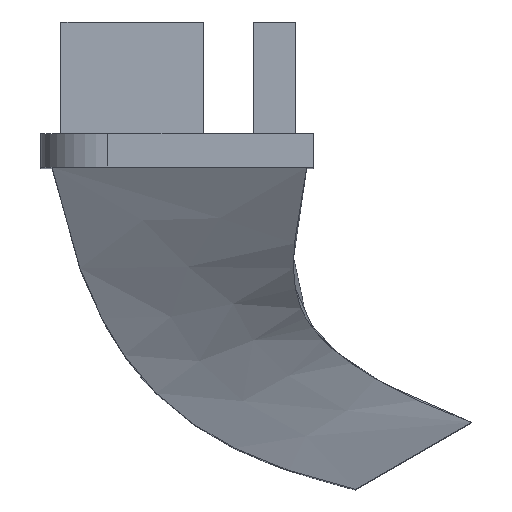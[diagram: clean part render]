
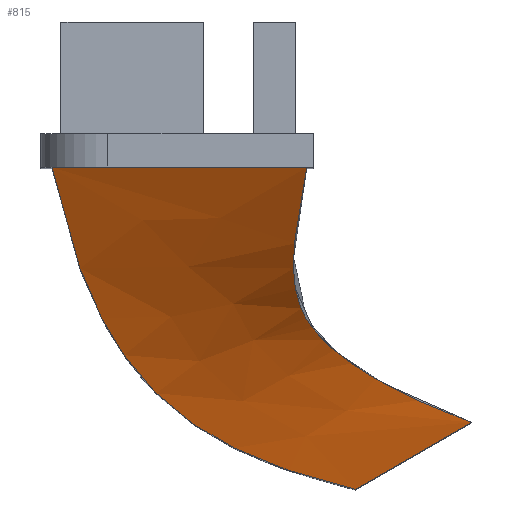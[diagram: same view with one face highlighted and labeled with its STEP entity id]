
A CAD part, top view. The second image highlights one B-rep face of the part: STEP entity #815.
In plain terms, the highlighted free-form (B-spline) face has degree [3, 3] with [4, 10] control points.
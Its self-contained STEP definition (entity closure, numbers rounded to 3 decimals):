
#34=B_SPLINE_CURVE_WITH_KNOTS('',3,(#1481,#1482,#1483,#1484),
 .UNSPECIFIED.,.F.,.F.,(4,4),(-1.,0.),.UNSPECIFIED.);
#35=B_SPLINE_CURVE_WITH_KNOTS('',3,(#1485,#1486,#1487,#1488,#1489,#1490,
#1491,#1492,#1493,#1494),.UNSPECIFIED.,.F.,.F.,(4,1,1,1,1,1,1,4),(0.,0.143,
0.286,0.429,0.571,0.714,
0.857,1.),.UNSPECIFIED.);
#36=B_SPLINE_CURVE_WITH_KNOTS('',3,(#1495,#1496,#1497,#1498,#1499,#1500,
#1501,#1502,#1503),.UNSPECIFIED.,.F.,.F.,(4,1,1,1,1,1,4),(0.,0.286,
0.429,0.571,0.714,0.857,
1.),.UNSPECIFIED.);
#46=B_SPLINE_SURFACE_WITH_KNOTS('',3,3,((#1439,#1440,#1441,#1442,#1443,
#1444,#1445,#1446,#1447,#1448),(#1449,#1450,#1451,#1452,#1453,#1454,#1455,
#1456,#1457,#1458),(#1459,#1460,#1461,#1462,#1463,#1464,#1465,#1466,#1467,
#1468),(#1469,#1470,#1471,#1472,#1473,#1474,#1475,#1476,#1477,#1478)),
 .UNSPECIFIED.,.F.,.F.,.F.,(4,4),(4,1,1,1,1,1,1,4),(0.,1.),(0.,0.143,
0.286,0.429,0.571,0.714,
0.857,1.),.UNSPECIFIED.);
#112=FACE_OUTER_BOUND('',#159,.T.);
#159=EDGE_LOOP('',(#687,#688,#689,#690));
#242=LINE('',#1433,#325);
#325=VECTOR('',#1034,10.);
#416=VERTEX_POINT('',#1431);
#417=VERTEX_POINT('',#1432);
#420=VERTEX_POINT('',#1479);
#421=VERTEX_POINT('',#1480);
#516=EDGE_CURVE('',#416,#417,#242,.T.);
#520=EDGE_CURVE('',#420,#421,#34,.T.);
#521=EDGE_CURVE('',#420,#417,#35,.T.);
#522=EDGE_CURVE('',#421,#416,#36,.T.);
#687=ORIENTED_EDGE('',*,*,#520,.F.);
#688=ORIENTED_EDGE('',*,*,#521,.T.);
#689=ORIENTED_EDGE('',*,*,#516,.F.);
#690=ORIENTED_EDGE('',*,*,#522,.F.);
#815=ADVANCED_FACE('',(#112),#46,.T.);
#1034=DIRECTION('',(-0.866,-0.5,0.));
#1431=CARTESIAN_POINT('',(-10.737,-51.4,29.));
#1432=CARTESIAN_POINT('',(-15.933,-54.4,29.));
#1433=CARTESIAN_POINT('',(-10.737,-51.4,29.));
#1439=CARTESIAN_POINT('Ctrl Pts',(-18.1,-40.,38.45));
#1440=CARTESIAN_POINT('Ctrl Pts',(-18.267,-40.766,38.));
#1441=CARTESIAN_POINT('Ctrl Pts',(-18.538,-42.224,37.1));
#1442=CARTESIAN_POINT('Ctrl Pts',(-18.732,-44.085,35.75));
#1443=CARTESIAN_POINT('Ctrl Pts',(-18.651,-45.565,34.4));
#1444=CARTESIAN_POINT('Ctrl Pts',(-18.199,-46.801,33.05));
#1445=CARTESIAN_POINT('Ctrl Pts',(-17.059,-48.148,31.7));
#1446=CARTESIAN_POINT('Ctrl Pts',(-14.747,-49.724,30.35));
#1447=CARTESIAN_POINT('Ctrl Pts',(-12.24,-50.841,29.45));
#1448=CARTESIAN_POINT('Ctrl Pts',(-10.737,-51.4,29.));
#1449=CARTESIAN_POINT('Ctrl Pts',(-21.9,-40.,38.45));
#1450=CARTESIAN_POINT('Ctrl Pts',(-21.956,-40.795,38.));
#1451=CARTESIAN_POINT('Ctrl Pts',(-22.007,-42.311,37.1));
#1452=CARTESIAN_POINT('Ctrl Pts',(-21.878,-44.341,35.75));
#1453=CARTESIAN_POINT('Ctrl Pts',(-21.46,-46.132,34.4));
#1454=CARTESIAN_POINT('Ctrl Pts',(-20.614,-47.747,33.05));
#1455=CARTESIAN_POINT('Ctrl Pts',(-19.085,-49.319,31.7));
#1456=CARTESIAN_POINT('Ctrl Pts',(-16.533,-50.89,30.35));
#1457=CARTESIAN_POINT('Ctrl Pts',(-13.977,-51.906,29.45));
#1458=CARTESIAN_POINT('Ctrl Pts',(-12.469,-52.4,29.));
#1459=CARTESIAN_POINT('Ctrl Pts',(-25.7,-40.,38.45));
#1460=CARTESIAN_POINT('Ctrl Pts',(-25.644,-40.824,38.));
#1461=CARTESIAN_POINT('Ctrl Pts',(-25.476,-42.398,37.1));
#1462=CARTESIAN_POINT('Ctrl Pts',(-25.024,-44.598,35.75));
#1463=CARTESIAN_POINT('Ctrl Pts',(-24.269,-46.699,34.4));
#1464=CARTESIAN_POINT('Ctrl Pts',(-23.029,-48.694,33.05));
#1465=CARTESIAN_POINT('Ctrl Pts',(-21.11,-50.491,31.7));
#1466=CARTESIAN_POINT('Ctrl Pts',(-18.32,-52.056,30.35));
#1467=CARTESIAN_POINT('Ctrl Pts',(-15.715,-52.97,29.45));
#1468=CARTESIAN_POINT('Ctrl Pts',(-14.201,-53.4,29.));
#1469=CARTESIAN_POINT('Ctrl Pts',(-29.5,-40.,38.45));
#1470=CARTESIAN_POINT('Ctrl Pts',(-29.333,-40.852,38.));
#1471=CARTESIAN_POINT('Ctrl Pts',(-28.945,-42.484,37.1));
#1472=CARTESIAN_POINT('Ctrl Pts',(-28.17,-44.855,35.75));
#1473=CARTESIAN_POINT('Ctrl Pts',(-27.079,-47.266,34.4));
#1474=CARTESIAN_POINT('Ctrl Pts',(-25.444,-49.641,33.05));
#1475=CARTESIAN_POINT('Ctrl Pts',(-23.135,-51.662,31.7));
#1476=CARTESIAN_POINT('Ctrl Pts',(-20.106,-53.221,30.35));
#1477=CARTESIAN_POINT('Ctrl Pts',(-17.453,-54.035,29.45));
#1478=CARTESIAN_POINT('Ctrl Pts',(-15.933,-54.4,29.));
#1479=CARTESIAN_POINT('',(-29.5,-40.,38.45));
#1480=CARTESIAN_POINT('',(-18.1,-40.,38.45));
#1481=CARTESIAN_POINT('Ctrl Pts',(-29.5,-40.,38.45));
#1482=CARTESIAN_POINT('Ctrl Pts',(-25.7,-40.,38.45));
#1483=CARTESIAN_POINT('Ctrl Pts',(-21.9,-40.,38.45));
#1484=CARTESIAN_POINT('Ctrl Pts',(-18.1,-40.,38.45));
#1485=CARTESIAN_POINT('Ctrl Pts',(-29.5,-40.,38.45));
#1486=CARTESIAN_POINT('Ctrl Pts',(-29.333,-40.852,38.));
#1487=CARTESIAN_POINT('Ctrl Pts',(-28.945,-42.484,37.1));
#1488=CARTESIAN_POINT('Ctrl Pts',(-28.17,-44.855,35.75));
#1489=CARTESIAN_POINT('Ctrl Pts',(-27.079,-47.266,34.4));
#1490=CARTESIAN_POINT('Ctrl Pts',(-25.444,-49.641,33.05));
#1491=CARTESIAN_POINT('Ctrl Pts',(-23.135,-51.662,31.7));
#1492=CARTESIAN_POINT('Ctrl Pts',(-20.106,-53.221,30.35));
#1493=CARTESIAN_POINT('Ctrl Pts',(-17.453,-54.035,29.45));
#1494=CARTESIAN_POINT('Ctrl Pts',(-15.933,-54.4,29.));
#1495=CARTESIAN_POINT('Ctrl Pts',(-18.1,-40.,38.45));
#1496=CARTESIAN_POINT('Ctrl Pts',(-18.434,-41.532,37.55));
#1497=CARTESIAN_POINT('Ctrl Pts',(-18.758,-43.592,36.2));
#1498=CARTESIAN_POINT('Ctrl Pts',(-18.652,-45.564,34.4));
#1499=CARTESIAN_POINT('Ctrl Pts',(-18.199,-46.8,33.05));
#1500=CARTESIAN_POINT('Ctrl Pts',(-17.059,-48.147,31.7));
#1501=CARTESIAN_POINT('Ctrl Pts',(-14.747,-49.724,30.35));
#1502=CARTESIAN_POINT('Ctrl Pts',(-12.24,-50.841,29.45));
#1503=CARTESIAN_POINT('Ctrl Pts',(-10.737,-51.4,29.));
